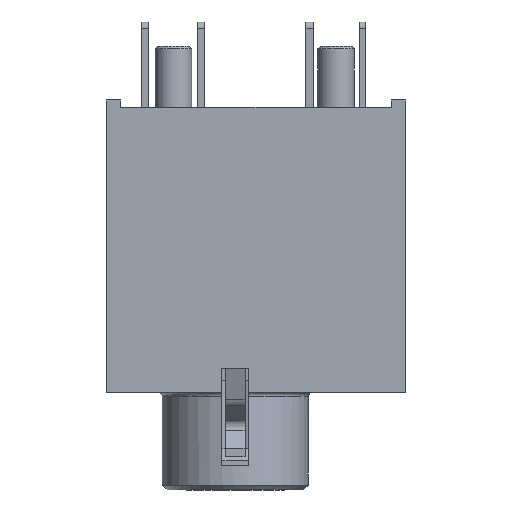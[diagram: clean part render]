
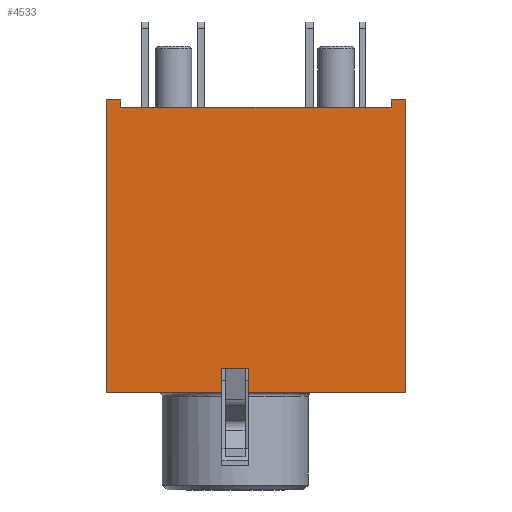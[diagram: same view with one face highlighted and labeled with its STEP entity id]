
A CAD part, front view. The second image highlights one B-rep face of the part: STEP entity #4533.
In plain terms, the highlighted planar face has unit normal (0, -1, 0).
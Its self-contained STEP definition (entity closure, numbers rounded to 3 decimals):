
#1194=DIRECTION('',(0.,0.,-1.));
#1195=VECTOR('',#1194,12.);
#1196=CARTESIAN_POINT('',(6.15,-4.9,7.));
#1197=LINE('',#1196,#1195);
#1226=DIRECTION('',(0.,0.,-1.));
#1227=VECTOR('',#1226,12.);
#1228=CARTESIAN_POINT('',(-6.15,-4.9,7.));
#1229=LINE('',#1228,#1227);
#1250=DIRECTION('',(0.,0.,1.));
#1251=VECTOR('',#1250,1.);
#1252=CARTESIAN_POINT('',(-1.4,-4.9,-5.));
#1253=LINE('',#1252,#1251);
#1254=DIRECTION('',(1.,0.,0.));
#1255=VECTOR('',#1254,0.6);
#1256=CARTESIAN_POINT('',(-6.15,-4.9,7.));
#1257=LINE('',#1256,#1255);
#1258=DIRECTION('',(0.,0.,-1.));
#1259=VECTOR('',#1258,0.301);
#1260=CARTESIAN_POINT('',(-5.55,-4.9,7.));
#1261=LINE('',#1260,#1259);
#1262=DIRECTION('',(1.,0.,0.));
#1263=VECTOR('',#1262,11.1);
#1264=CARTESIAN_POINT('',(-5.55,-4.9,6.699));
#1265=LINE('',#1264,#1263);
#1266=DIRECTION('',(0.,0.,-1.));
#1267=VECTOR('',#1266,0.301);
#1268=CARTESIAN_POINT('',(5.55,-4.9,7.));
#1269=LINE('',#1268,#1267);
#1270=DIRECTION('',(1.,0.,0.));
#1271=VECTOR('',#1270,0.6);
#1272=CARTESIAN_POINT('',(5.55,-4.9,7.));
#1273=LINE('',#1272,#1271);
#1274=DIRECTION('',(0.,0.,1.));
#1275=VECTOR('',#1274,1.);
#1276=CARTESIAN_POINT('',(-0.3,-4.9,-5.));
#1277=LINE('',#1276,#1275);
#1278=DIRECTION('',(1.,0.,0.));
#1279=VECTOR('',#1278,1.1);
#1280=CARTESIAN_POINT('',(-1.4,-4.9,-4.));
#1281=LINE('',#1280,#1279);
#1361=DIRECTION('',(1.,0.,0.));
#1362=VECTOR('',#1361,6.45);
#1363=CARTESIAN_POINT('',(-0.3,-4.9,-5.));
#1364=LINE('',#1363,#1362);
#1365=DIRECTION('',(1.,0.,0.));
#1366=VECTOR('',#1365,4.75);
#1367=CARTESIAN_POINT('',(-6.15,-4.9,-5.));
#1368=LINE('',#1367,#1366);
#2433=CARTESIAN_POINT('',(-6.15,-4.9,7.));
#2435=VERTEX_POINT('',#2433);
#2436=CARTESIAN_POINT('',(-6.15,-4.9,-5.));
#2437=VERTEX_POINT('',#2436);
#2443=CARTESIAN_POINT('',(6.15,-4.9,7.));
#2445=VERTEX_POINT('',#2443);
#2446=CARTESIAN_POINT('',(6.15,-4.9,-5.));
#2447=VERTEX_POINT('',#2446);
#2461=CARTESIAN_POINT('',(-5.55,-4.9,7.));
#2463=VERTEX_POINT('',#2461);
#2465=CARTESIAN_POINT('',(5.55,-4.9,7.));
#2467=VERTEX_POINT('',#2465);
#2468=CARTESIAN_POINT('',(-5.55,-4.9,6.699));
#2469=CARTESIAN_POINT('',(5.55,-4.9,6.699));
#2470=VERTEX_POINT('',#2468);
#2471=VERTEX_POINT('',#2469);
#2687=CARTESIAN_POINT('',(-1.4,-4.9,-5.));
#2688=CARTESIAN_POINT('',(-1.4,-4.9,-4.));
#2689=VERTEX_POINT('',#2687);
#2690=VERTEX_POINT('',#2688);
#2691=CARTESIAN_POINT('',(-0.3,-4.9,-5.));
#2692=CARTESIAN_POINT('',(-0.3,-4.9,-4.));
#2693=VERTEX_POINT('',#2691);
#2694=VERTEX_POINT('',#2692);
#4508=CARTESIAN_POINT('',(-6.15,-4.9,7.));
#4509=DIRECTION('',(0.,-1.,0.));
#4510=DIRECTION('',(0.,0.,-1.));
#4511=AXIS2_PLACEMENT_3D('',#4508,#4509,#4510);
#4512=PLANE('',#4511);
#4514=ORIENTED_EDGE('',*,*,#4513,.F.);
#4516=ORIENTED_EDGE('',*,*,#4515,.F.);
#4517=ORIENTED_EDGE('',*,*,#4460,.F.);
#4518=ORIENTED_EDGE('',*,*,#4474,.T.);
#4519=ORIENTED_EDGE('',*,*,#4503,.T.);
#4520=ORIENTED_EDGE('',*,*,#4020,.T.);
#4522=ORIENTED_EDGE('',*,*,#4521,.F.);
#4523=ORIENTED_EDGE('',*,*,#4490,.T.);
#4524=ORIENTED_EDGE('',*,*,#4427,.T.);
#4526=ORIENTED_EDGE('',*,*,#4525,.F.);
#4528=ORIENTED_EDGE('',*,*,#4527,.T.);
#4530=ORIENTED_EDGE('',*,*,#4529,.F.);
#4531=EDGE_LOOP('',(#4514,#4516,#4517,#4518,#4519,#4520,#4522,#4523,#4524,#4526,
#4528,#4530));
#4532=FACE_OUTER_BOUND('',#4531,.F.);
#4533=ADVANCED_FACE('',(#4532),#4512,.T.);
#4020=EDGE_CURVE('',#2470,#2471,#1265,.T.);
#4427=EDGE_CURVE('',#2445,#2447,#1197,.T.);
#4460=EDGE_CURVE('',#2435,#2437,#1229,.T.);
#4474=EDGE_CURVE('',#2435,#2463,#1257,.T.);
#4490=EDGE_CURVE('',#2467,#2445,#1273,.T.);
#4503=EDGE_CURVE('',#2463,#2470,#1261,.T.);
#4513=EDGE_CURVE('',#2689,#2690,#1253,.T.);
#4515=EDGE_CURVE('',#2437,#2689,#1368,.T.);
#4521=EDGE_CURVE('',#2467,#2471,#1269,.T.);
#4525=EDGE_CURVE('',#2693,#2447,#1364,.T.);
#4527=EDGE_CURVE('',#2693,#2694,#1277,.T.);
#4529=EDGE_CURVE('',#2690,#2694,#1281,.T.);
